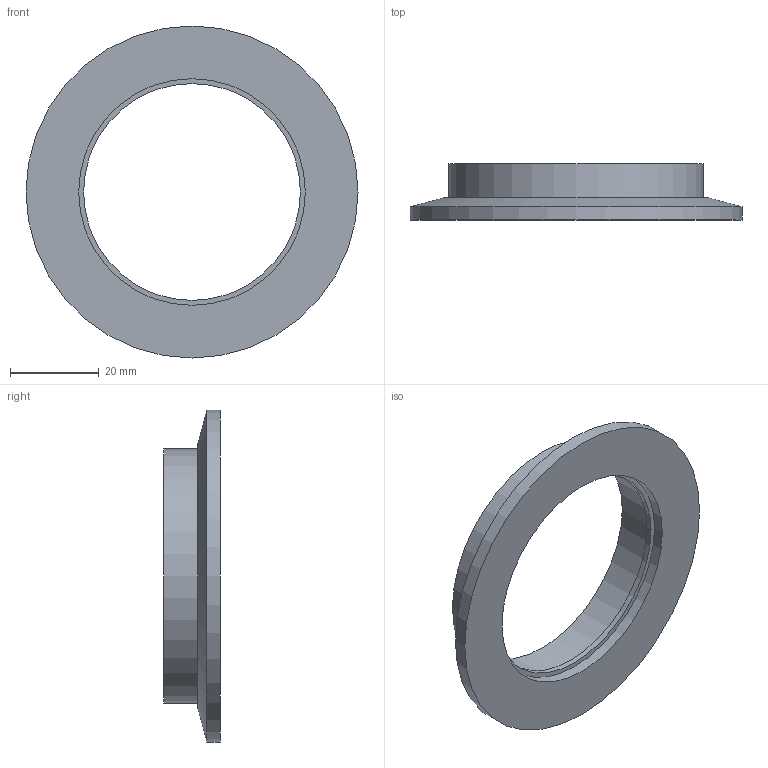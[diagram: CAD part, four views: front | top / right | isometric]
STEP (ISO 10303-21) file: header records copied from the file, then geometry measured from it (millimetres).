
FILE_DESCRIPTION(/* description */ (''),/* implementation_level */ '2;1');
FILE_NAME(/* name */ 'FL-50KF-51SW.stp',/* time_stamp */ '2018-04-03T13:59:04+01:00',/* author */ ('paul'),/* organization */ (''),/* preprocessor_version */ 'ST-DEVELOPER v17',/* originating_system */ 'Autodesk Inventor 2018',/* authorisation */ '');
FILE_SCHEMA (('AUTOMOTIVE_DESIGN { 1 0 10303 214 3 1 1 }'));
Length unit declared in the file: millimetre
Products named in the file (1): FL-50KF-51SW
Bounding box: 75 x 12.7 x 75 mm (x, y, z)
Volume: 14662.3 mm3; surface area: 9246.1 mm2
Topology: 1 solids, 1 shells, 11 faces, 28 edges, 22 vertices
Faces by surface type: plane 5, cylinder 5, cone 1
Full cylindrical faces by diameter (mm): 49 x1, 51 x1, 51.2 x1, 57.5 x1, 75 x1
Entity records: 407 total; most frequent: DIRECTION 74, CARTESIAN_POINT 62, ORIENTED_EDGE 56, AXIS2_PLACEMENT_3D 34, EDGE_CURVE 28, CIRCLE 22, VERTEX_POINT 22, EDGE_LOOP 16
